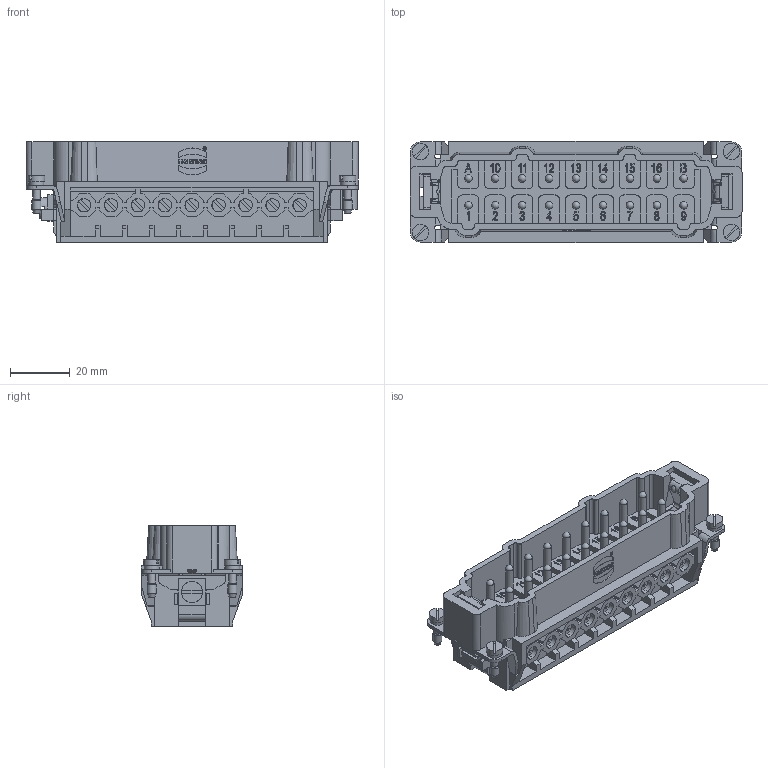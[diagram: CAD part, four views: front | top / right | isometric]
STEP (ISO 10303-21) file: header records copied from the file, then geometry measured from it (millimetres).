
FILE_DESCRIPTION(/* description */ (''),/* implementation_level */ '2;1');
FILE_NAME(/* name */ '100118273ugm000_b.stp',/* time_stamp */ '2019-08-21T10:57:00+02:00',/* author */ (''),/* organization */ (''),/* preprocessor_version */ 'ST-DEVELOPER v16.7',/* originating_system */ 'SIEMENS PLM Software NX 12.0',/* authorisation */ '');
FILE_SCHEMA (('AUTOMOTIVE_DESIGN { 1 0 10303 214 3 1 1 1 }'));
Products named in the file (1): 100118273ugm000_b
Bounding box: 111 x 34 x 33.7 mm (x, y, z)
Volume: 51227.9 mm3; surface area: 35859.9 mm2
Topology: 1 solids, 1 shells, 3198 faces, 9878 edges, 7779 vertices
Faces by surface type: plane 1616, extrusion 650, bspline 524, cylinder 343, sphere 38, cone 27
Full cylindrical faces by diameter (mm): 0.6 x2, 1.025 x1, 1.211 x1, 2.438 x2, 2.5 x24, 3 x4, 3.2 x18, 5 x4, 5.5 x4, 7 x1
Entity records: 158872 total; most frequent: CARTESIAN_POINT 55544, ORIENTED_EDGE 17388, DIRECTION 11993, EDGE_CURVE 8694, VECTOR 6135, VERTEX_POINT 5716, LINE 5485, PRESENTATION_STYLE_ASSIGNMENT 4202
